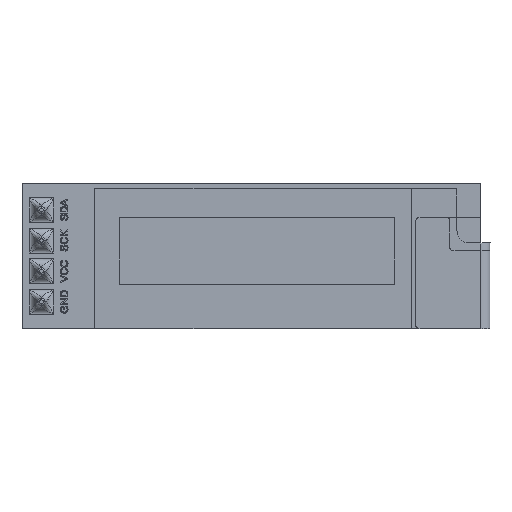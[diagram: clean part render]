
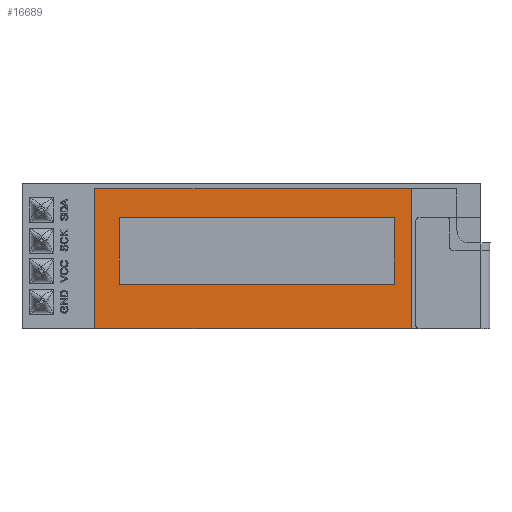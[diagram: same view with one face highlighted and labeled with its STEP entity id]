
A CAD part, top view. The second image highlights one B-rep face of the part: STEP entity #16689.
In plain terms, the highlighted planar face has unit normal (0, 0, 1).
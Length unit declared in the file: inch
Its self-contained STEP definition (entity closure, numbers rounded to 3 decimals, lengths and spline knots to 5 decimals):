
#15 = CARTESIAN_POINT ( 'NONE',  ( 0., 0., 0.086 ) ) ;
#66 = LINE ( 'NONE', #17542, #11683 ) ;
#103 = DIRECTION ( 'NONE',  ( 0., 0., 1. ) ) ;
#144 = EDGE_CURVE ( 'NONE', #11774, #18551, #10215, .T. ) ;
#1560 = VERTEX_POINT ( 'NONE', #18521 ) ;
#2808 = DIRECTION ( 'NONE',  ( 1., 0., 0. ) ) ;
#3003 = EDGE_CURVE ( 'NONE', #14312, #13023, #66, .T. ) ;
#3066 = FACE_OUTER_BOUND ( 'NONE', #7567, .T. ) ;
#3317 = ORIENTED_EDGE ( 'NONE', *, *, #9989, .F. ) ;
#3392 = ORIENTED_EDGE ( 'NONE', *, *, #16840, .F. ) ;
#3423 = ORIENTED_EDGE ( 'NONE', *, *, #3003, .T. ) ;
#3473 = ORIENTED_EDGE ( 'NONE', *, *, #144, .F. ) ;
#3728 = DIRECTION ( 'NONE',  ( 0., -1., 0. ) ) ;
#3803 = VECTOR ( 'NONE', #18454, 39.37008 ) ;
#3883 = CARTESIAN_POINT ( 'NONE',  ( -0.511, -0.2375, 0.086 ) ) ;
#3922 = CARTESIAN_POINT ( 'NONE',  ( -0.511, 0.2195, 0.086 ) ) ;
#4191 = EDGE_CURVE ( 'NONE', #6911, #14312, #5635, .T. ) ;
#4255 = EDGE_CURVE ( 'NONE', #13023, #14504, #6975, .T. ) ;
#4261 = LINE ( 'NONE', #7121, #16896 ) ;
#4413 = VECTOR ( 'NONE', #12763, 39.37008 ) ;
#4951 = ORIENTED_EDGE ( 'NONE', *, *, #4191, .T. ) ;
#5012 = CARTESIAN_POINT ( 'NONE',  ( 0.523, -0.2375, 0.086 ) ) ;
#5258 = CARTESIAN_POINT ( 'NONE',  ( 0.46795, 0.1255, 0.086 ) ) ;
#5635 = LINE ( 'NONE', #3922, #3803 ) ;
#5648 = VECTOR ( 'NONE', #16714, 39.37008 ) ;
#5825 = EDGE_CURVE ( 'NONE', #18637, #1560, #4261, .T. ) ;
#5868 = DIRECTION ( 'NONE',  ( 0., -1., 0. ) ) ;
#6286 = CARTESIAN_POINT ( 'NONE',  ( 0.523, 0.2195, 0.086 ) ) ;
#6911 = VERTEX_POINT ( 'NONE', #15309 ) ;
#6975 = LINE ( 'NONE', #17111, #4413 ) ;
#7121 = CARTESIAN_POINT ( 'NONE',  ( -0.432, 0.1255, 0.086 ) ) ;
#7529 = FACE_BOUND ( 'NONE', #15016, .T. ) ;
#7567 = EDGE_LOOP ( 'NONE', ( #3392, #4951, #3423, #11412 ) ) ;
#7928 = CARTESIAN_POINT ( 'NONE',  ( -0.432, -0.0925, 0.086 ) ) ;
#9051 = CARTESIAN_POINT ( 'NONE',  ( 0.46795, -0.0925, 0.086 ) ) ;
#9440 = LINE ( 'NONE', #13992, #17146 ) ;
#9989 = EDGE_CURVE ( 'NONE', #18551, #18637, #11896, .T. ) ;
#10215 = LINE ( 'NONE', #17513, #11229 ) ;
#10218 = CARTESIAN_POINT ( 'NONE',  ( 0.46795, -0.0925, 0.086 ) ) ;
#11229 = VECTOR ( 'NONE', #2808, 39.37008 ) ;
#11412 = ORIENTED_EDGE ( 'NONE', *, *, #4255, .T. ) ;
#11486 = DIRECTION ( 'NONE',  ( -1., 0., 0. ) ) ;
#11683 = VECTOR ( 'NONE', #5868, 39.37008 ) ;
#11774 = VERTEX_POINT ( 'NONE', #7928 ) ;
#11896 = LINE ( 'NONE', #9051, #16660 ) ;
#12763 = DIRECTION ( 'NONE',  ( 1., 0., 0. ) ) ;
#13023 = VERTEX_POINT ( 'NONE', #3883 ) ;
#13782 = LINE ( 'NONE', #6286, #5648 ) ;
#13992 = CARTESIAN_POINT ( 'NONE',  ( -0.432, -0.0925, 0.086 ) ) ;
#14151 = AXIS2_PLACEMENT_3D ( 'NONE', #15, #103, #17764 ) ;
#14312 = VERTEX_POINT ( 'NONE', #18338 ) ;
#14504 = VERTEX_POINT ( 'NONE', #5012 ) ;
#14840 = DIRECTION ( 'NONE',  ( 0., 1., 0. ) ) ;
#14928 = PLANE ( 'NONE',  #14151 ) ;
#15016 = EDGE_LOOP ( 'NONE', ( #3317, #3473, #15449, #16520 ) ) ;
#15309 = CARTESIAN_POINT ( 'NONE',  ( 0.523, 0.2195, 0.086 ) ) ;
#15449 = ORIENTED_EDGE ( 'NONE', *, *, #15895, .F. ) ;
#15895 = EDGE_CURVE ( 'NONE', #1560, #11774, #9440, .T. ) ;
#16520 = ORIENTED_EDGE ( 'NONE', *, *, #5825, .F. ) ;
#16660 = VECTOR ( 'NONE', #14840, 39.37008 ) ;
#16689 = ADVANCED_FACE ( 'NONE', ( #7529, #3066 ), #14928, .T. ) ;
#16714 = DIRECTION ( 'NONE',  ( 0., -1., 0. ) ) ;
#16840 = EDGE_CURVE ( 'NONE', #6911, #14504, #13782, .T. ) ;
#16896 = VECTOR ( 'NONE', #11486, 39.37008 ) ;
#17111 = CARTESIAN_POINT ( 'NONE',  ( -0.511, -0.2375, 0.086 ) ) ;
#17146 = VECTOR ( 'NONE', #3728, 39.37008 ) ;
#17513 = CARTESIAN_POINT ( 'NONE',  ( -0.432, -0.0925, 0.086 ) ) ;
#17542 = CARTESIAN_POINT ( 'NONE',  ( -0.511, 0.2195, 0.086 ) ) ;
#17764 = DIRECTION ( 'NONE',  ( 1., 0., 0. ) ) ;
#18338 = CARTESIAN_POINT ( 'NONE',  ( -0.511, 0.2195, 0.086 ) ) ;
#18454 = DIRECTION ( 'NONE',  ( -1., 0., 0. ) ) ;
#18521 = CARTESIAN_POINT ( 'NONE',  ( -0.432, 0.1255, 0.086 ) ) ;
#18551 = VERTEX_POINT ( 'NONE', #10218 ) ;
#18637 = VERTEX_POINT ( 'NONE', #5258 ) ;
